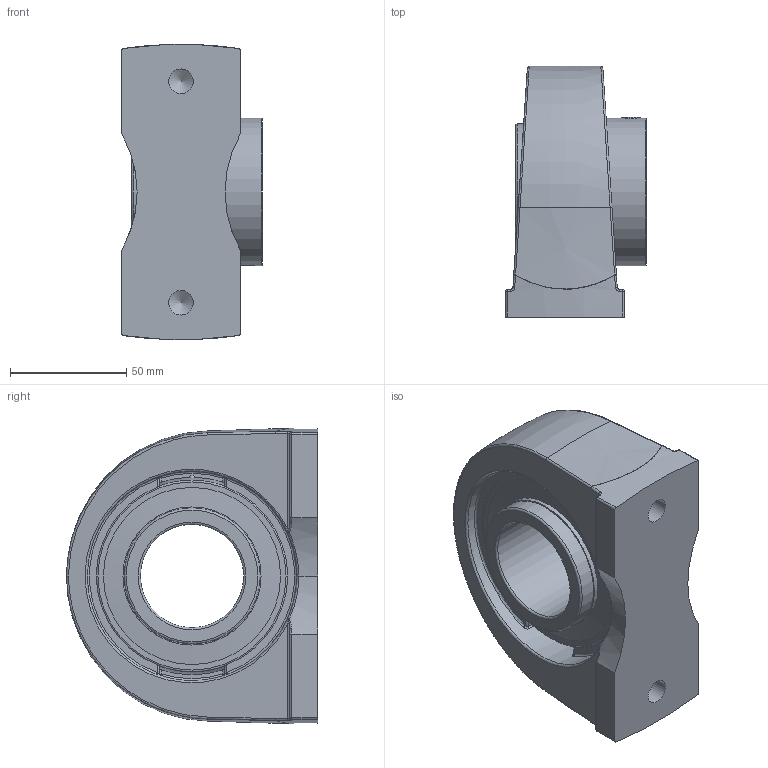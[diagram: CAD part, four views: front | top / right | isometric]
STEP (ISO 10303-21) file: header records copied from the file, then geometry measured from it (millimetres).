
FILE_DESCRIPTION(('HOOPS Exchange Step'),'2;1');
FILE_NAME('export-16630E10-4204-4D3B-8FD7-6AB7ED112437.stp','2020-05-20T16:35:40-07:00',('dkerr'),('Alibre'),'HOOPS Exchange 2020.0','Alibre','Unknown authorisation');
FILE_SCHEMA( ('AP242_MANAGED_MODEL_BASED_3D_ENGINEERING_MIM_LF {1 0 10303 442 1 1 4 }') );
Length unit declared in the file: inch
Products named in the file (8): MRN SPAM 209 L4L; SHC 209-28 L4L (1.750inch) (Race); SHC 209-28 (Collar); SHC 209 (Ball Bearing); SHC 209 (Shield); SHC 209 (Setscrew); MRN SHC 209-28 L4L (1.750inch); MRN SHCSPAM 209-28 L4L (1.750inch)
Assembly tree (7 placements, depth 3):
  MRN SHCSPAM 209-28 L4L (1.750inch)
    MRN SPAM 209 L4L
    MRN SHC 209-28 L4L (1.750inch)
      SHC 209-28 L4L (1.750inch) (Race)
      SHC 209-28 (Collar)
      SHC 209 (Ball Bearing)
      SHC 209 (Shield)
      SHC 209 (Setscrew)
Bounding box: 60.4 x 108 x 126.96 mm (x, y, z)
Volume: 336689 mm3; surface area: 94860.9 mm2
Topology: 16 solids, 16 shells, 195 faces, 497 edges, 308 vertices
Faces by surface type: cylinder 55, plane 43, bspline 32, sphere 26, torus 23, cone 16
Full cylindrical faces by diameter (mm): 7.925 x1, 7.938 x2, 10.592 x2, 44.45 x2, 53.746 x2, 58.42 x4, 59.436 x2, 63.5 x1, 75.184 x2, 76.2 x4, 90.104 x2, 95.22 x1
Entity records: 11484 total; most frequent: CARTESIAN_POINT 6711, DIRECTION 1001, ORIENTED_EDGE 928, EDGE_CURVE 464, AXIS2_PLACEMENT_3D 443, VERTEX_POINT 308, CIRCLE 244, EDGE_LOOP 216
